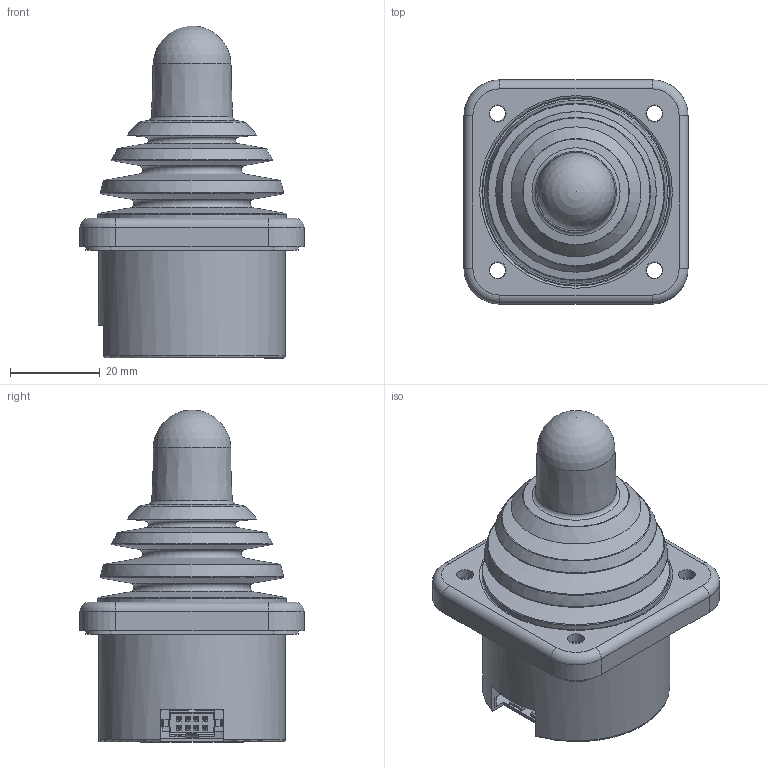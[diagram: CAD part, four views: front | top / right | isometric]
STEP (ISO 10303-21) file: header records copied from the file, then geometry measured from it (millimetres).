
FILE_DESCRIPTION(/* description */ (''),/* implementation_level */ '2;1');
FILE_NAME(/* name */ '315-0111.stp',/* time_stamp */ '2015-12-14T15:02:47+01:00',/* author */ ('dr'),/* organization */ (''),/* preprocessor_version */ 'ST-DEVELOPER v15.2',/* originating_system */ 'Autodesk Inventor 2014',/* authorisation */ '');
FILE_SCHEMA (('AUTOMOTIVE_DESIGN { 1 0 10303 214 3 1 1 }'));
Length unit declared in the file: centimetre
Products named in the file (1): 315-0111
Bounding box: 50 x 50 x 74.05 mm (x, y, z)
Volume: 67109.2 mm3; surface area: 20818.6 mm2
Topology: 8 solids, 10 shells, 871 faces, 2371 edges, 1499 vertices
Faces by surface type: plane 650, cylinder 145, cone 48, torus 21, bspline 6, sphere 1
Full cylindrical faces by diameter (mm): 0.05 x12, 3.5 x4, 3.8 x8, 4.5 x8, 5.6 x3, 41.75 x1, 42 x1, 42.5 x1
Entity records: 27172 total; most frequent: CARTESIAN_POINT 5545, ORIENTED_EDGE 4526, DIRECTION 4303, EDGE_CURVE 2261, LINE 1737, VECTOR 1737, VERTEX_POINT 1465, AXIS2_PLACEMENT_3D 1283
